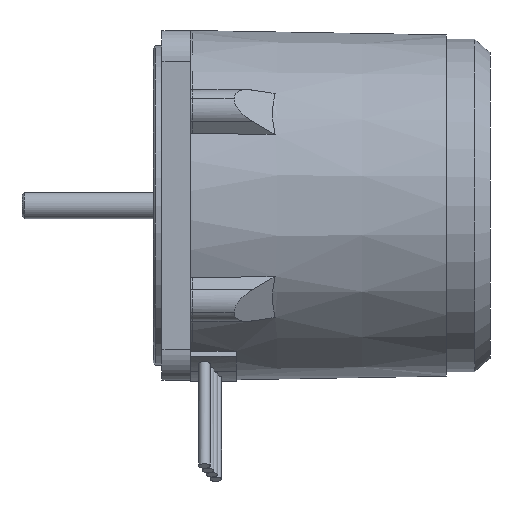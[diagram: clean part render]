
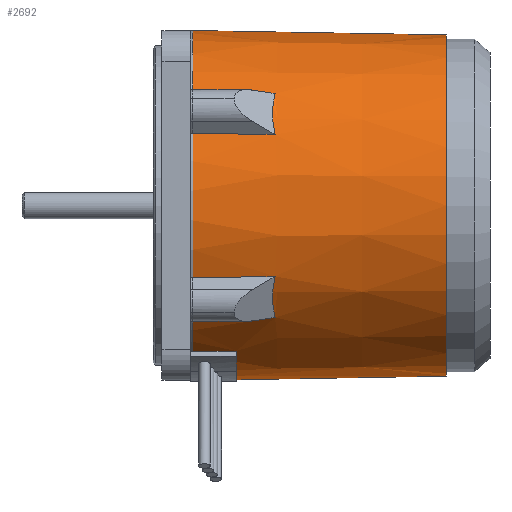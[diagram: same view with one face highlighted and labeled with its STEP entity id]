
A CAD part, front view. The second image highlights one B-rep face of the part: STEP entity #2692.
In plain terms, the highlighted conical face has half-angle 0.979 degrees and reference radius 40 mm.
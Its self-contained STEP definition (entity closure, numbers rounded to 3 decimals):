
#2012=CARTESIAN_POINT('POINT11733',(25.855,
   -30.319,-25.595));
#2013=VERTEX_POINT('VERTEX11733',#2012);
#2014=CARTESIAN_POINT('POINT11734',(7.,-30.675,
   -25.672));
#2015=VERTEX_POINT('VERTEX11734',#2014);
#2016=(BOUNDED_CURVE() B_SPLINE_CURVE(2,(#2017,#2018,#2019),
   .UNSPECIFIED.,.F.,.F.) B_SPLINE_CURVE_WITH_KNOTS((3,3),(
   3.517,22.358),.UNSPECIFIED.) CURVE() 
   GEOMETRIC_REPRESENTATION_ITEM() RATIONAL_B_SPLINE_CURVE((
   1.,1.,1.)) 
   REPRESENTATION_ITEM('SPLINE_CRV3585'));
#2017=CARTESIAN_POINT('',(25.855,-30.319,
   -25.595));
#2018=CARTESIAN_POINT('',(16.476,-30.496,
   -25.633));
#2019=CARTESIAN_POINT('',(7.,-30.675,
   -25.672));
#2020=EDGE_CURVE('EDGE18869',#2013,#2015,#2016,.T.);
#2043=CARTESIAN_POINT('POINT11735',(25.855,
   -36.21,-16.223));
#2044=VERTEX_POINT('VERTEX11735',#2043);
#2045=CARTESIAN_POINT('POS16503',(80.616,
   -0.801,-0.503));
#2046=DIRECTION('DIR24743',(0.574,-0.694
   ,-0.436));
#2047=DIRECTION('DIR24744',(-0.819,
   -0.486,-0.305));
#2048=AXIS2_PLACEMENT_3D('AXIS8241',#2045,#2046,#2047);
#2049=ELLIPSE('ELLIPSE3561',#2048,67.544,
   38.73);
#2050=EDGE_CURVE('EDGE18872',#2044,#2013,#2049,.T.);
#2069=CARTESIAN_POINT('POINT11736',(7.,-36.433,
   -16.511));
#2070=VERTEX_POINT('VERTEX11736',#2069);
#2071=(BOUNDED_CURVE() B_SPLINE_CURVE(2,(#2072,#2073,#2074),
   .UNSPECIFIED.,.F.,.F.) B_SPLINE_CURVE_WITH_KNOTS((3,3),(0.,
   18.84),.UNSPECIFIED.) CURVE() 
   GEOMETRIC_REPRESENTATION_ITEM() RATIONAL_B_SPLINE_CURVE((1.,
   1.,1.)) REPRESENTATION_ITEM(
   'SPLINE_CRV3586'));
#2072=CARTESIAN_POINT('',(7.,-36.433,
   -16.511));
#2073=CARTESIAN_POINT('',(16.476,-36.321,
   -16.366));
#2074=CARTESIAN_POINT('',(25.855,-36.21,
   -16.223));
#2075=EDGE_CURVE('EDGE18874',#2070,#2044,#2071,.T.);
#2093=CARTESIAN_POINT('POINT11737',(25.855,
   -36.21,16.223));
#2094=VERTEX_POINT('VERTEX11737',#2093);
#2095=CARTESIAN_POINT('POINT11738',(7.,-36.433,
   16.511));
#2096=VERTEX_POINT('VERTEX11738',#2095);
#2097=(BOUNDED_CURVE() B_SPLINE_CURVE(2,(#2098,#2099,#2100),
   .UNSPECIFIED.,.F.,.F.) B_SPLINE_CURVE_WITH_KNOTS((3,3),(
   3.517,22.358),.UNSPECIFIED.) CURVE() 
   GEOMETRIC_REPRESENTATION_ITEM() RATIONAL_B_SPLINE_CURVE((
   1.,1.,1.)) 
   REPRESENTATION_ITEM('SPLINE_CRV3587'));
#2098=CARTESIAN_POINT('',(25.855,-36.21,
   16.223));
#2099=CARTESIAN_POINT('',(16.476,-36.321,
   16.366));
#2100=CARTESIAN_POINT('',(7.,-36.433,
   16.511));
#2101=EDGE_CURVE('EDGE18876',#2094,#2096,#2097,.T.);
#2124=CARTESIAN_POINT('POINT11739',(25.855,
   -30.319,25.595));
#2125=VERTEX_POINT('VERTEX11739',#2124);
#2126=CARTESIAN_POINT('POS16511',(80.616,
   -0.801,0.503));
#2127=DIRECTION('DIR24755',(0.574,-0.694
   ,0.436));
#2128=DIRECTION('DIR24756',(-0.819,
   -0.486,0.305));
#2129=AXIS2_PLACEMENT_3D('AXIS8245',#2126,#2127,#2128);
#2130=ELLIPSE('ELLIPSE3562',#2129,67.544,
   38.73);
#2131=EDGE_CURVE('EDGE18879',#2125,#2094,#2130,.T.);
#2150=CARTESIAN_POINT('POINT11740',(7.,-30.675,
   25.672));
#2151=VERTEX_POINT('VERTEX11740',#2150);
#2152=(BOUNDED_CURVE() B_SPLINE_CURVE(2,(#2153,#2154,#2155),
   .UNSPECIFIED.,.F.,.F.) B_SPLINE_CURVE_WITH_KNOTS((3,3),(0.,
   18.84),.UNSPECIFIED.) CURVE() 
   GEOMETRIC_REPRESENTATION_ITEM() RATIONAL_B_SPLINE_CURVE((1.,
   1.,1.)) REPRESENTATION_ITEM(
   'SPLINE_CRV3588'));
#2153=CARTESIAN_POINT('',(7.,-30.675,
   25.672));
#2154=CARTESIAN_POINT('',(16.476,-30.496,
   25.633));
#2155=CARTESIAN_POINT('',(25.855,-30.319,
   25.595));
#2156=EDGE_CURVE('EDGE18881',#2151,#2125,#2152,.T.);
#2178=CARTESIAN_POINT('POINT11741',(65.,0.,
   39.009));
#2179=VERTEX_POINT('VERTEX11741',#2178);
#2180=CARTESIAN_POINT('POINT11742',(65.,0.,
   -39.009));
#2181=VERTEX_POINT('VERTEX11742',#2180);
#2182=CARTESIAN_POINT('POS16516',(65.,0.,
   0.));
#2183=DIRECTION('DIR24763',(-1.,0.,0.));
#2184=DIRECTION('DIR24764',(0.,0.,1.));
#2185=AXIS2_PLACEMENT_3D('AXIS8248',#2182,#2183,#2184);
#2186=CIRCLE('ELLIPSE3563',#2185,39.009);
#2189=EDGE_CURVE('EDGE18884',#2181,#2179,#2186,.T.);
#2199=CARTESIAN_POINT('POINT11743',(7.,0.,
   -40.));
#2200=VERTEX_POINT('VERTEX11743',#2199);
#2201=CARTESIAN_POINT('POS16518',(7.,0.,
   -40.));
#2202=DIRECTION('DIR24767',(1.,0.,
   0.017));
#2203=VECTOR('VEC8269',#2202,1.);
#2204=LINE('STRAIGHT8269',#2201,#2203);
#2205=EDGE_CURVE('EDGE18885',#2200,#2181,#2204,.T.);
#2207=CARTESIAN_POINT('POS16519',(7.,0.,
   0.));
#2208=DIRECTION('DIR24768',(1.,0.,0.));
#2209=DIRECTION('DIR24769',(0.,0.,-1.));
#2210=AXIS2_PLACEMENT_3D('AXIS8250',#2207,#2208,#2209);
#2211=CIRCLE('ELLIPSE3564',#2210,40.);
#2222=CARTESIAN_POINT('POINT11744',(7.,0.,
   40.));
#2223=VERTEX_POINT('VERTEX11744',#2222);
#2226=CARTESIAN_POINT('POS16520',(7.,0.,
   40.));
#2227=DIRECTION('DIR24770',(-1.,0.
   ,0.017));
#2228=VECTOR('VEC8270',#2227,1.);
#2229=LINE('STRAIGHT8270',#2226,#2228);
#2230=EDGE_CURVE('EDGE18889',#2179,#2223,#2229,.T.);
#2235=CARTESIAN_POINT('POS16521',(7.,0.,
   0.));
#2236=DIRECTION('DIR24771',(-1.,0.,0.));
#2237=DIRECTION('DIR24772',(0.,0.,-1.));
#2238=AXIS2_PLACEMENT_3D('AXIS8251',#2235,#2236,#2237);
#2239=CONICAL_SURFACE('CONE_SURF1254',#2238,40.,
   0.017);
#2452=CARTESIAN_POINT('POINT11767',(7.,-21.965,
   -33.43));
#2453=VERTEX_POINT('VERTEX11767',#2452);
#2462=EDGE_CURVE('EDGE18913',#2015,#2453,#2211,.T.);
#2468=EDGE_CURVE('EDGE18914',#2096,#2070,#2211,.T.);
#2474=EDGE_CURVE('EDGE18915',#2223,#2151,#2211,.T.);
#2487=CARTESIAN_POINT('POINT11769',(7.,-8.107,
   -39.17));
#2488=VERTEX_POINT('VERTEX11769',#2487);
#2489=EDGE_CURVE('EDGE18916',#2488,#2200,#2211,.T.);
#2654=ORIENTED_EDGE('COEDGE37825',*,*,#2205,.T.);
#2655=ORIENTED_EDGE('COEDGE37826',*,*,#2189,.T.);
#2656=ORIENTED_EDGE('COEDGE37827',*,*,#2230,.T.);
#2657=ORIENTED_EDGE('COEDGE37828',*,*,#2474,.T.);
#2658=ORIENTED_EDGE('COEDGE37829',*,*,#2156,.T.);
#2659=ORIENTED_EDGE('COEDGE37830',*,*,#2131,.T.);
#2660=ORIENTED_EDGE('COEDGE37831',*,*,#2101,.T.);
#2661=ORIENTED_EDGE('COEDGE37832',*,*,#2468,.T.);
#2662=ORIENTED_EDGE('COEDGE37833',*,*,#2075,.T.);
#2663=ORIENTED_EDGE('COEDGE37834',*,*,#2050,.T.);
#2664=ORIENTED_EDGE('COEDGE37835',*,*,#2020,.T.);
#2665=ORIENTED_EDGE('COEDGE37836',*,*,#2462,.T.);
#2666=CARTESIAN_POINT('POINT11793',(17.,-21.898,
   -33.269));
#2667=VERTEX_POINT('VERTEX11793',#2666);
#2668=(BOUNDED_CURVE() B_SPLINE_CURVE(2,(#2669,#2670,#2671),
   .UNSPECIFIED.,.F.,.F.) B_SPLINE_CURVE_WITH_KNOTS((3,3),(0.,
   10.002),.UNSPECIFIED.) CURVE() 
   GEOMETRIC_REPRESENTATION_ITEM() RATIONAL_B_SPLINE_CURVE((1.,
   1.,1.)) REPRESENTATION_ITEM('SPLINE_CRV3589'
   ));
#2669=CARTESIAN_POINT('',(17.,-21.898,
   -33.269));
#2670=CARTESIAN_POINT('',(12.011,-21.932,
   -33.349));
#2671=CARTESIAN_POINT('',(7.,-21.965,
   -33.43));
#2672=EDGE_CURVE('EDGE18941',#2667,#2453,#2668,.T.);
#2673=ORIENTED_EDGE('COEDGE37837',*,*,#2672,.F.);
#2674=CARTESIAN_POINT('POINT11794',(17.,-8.04,
   -39.009));
#2675=VERTEX_POINT('VERTEX11794',#2674);
#2676=CARTESIAN_POINT('POS16557',(17.,0.,
   0.));
#2677=DIRECTION('DIR24829',(-1.,0.,0.));
#2678=DIRECTION('DIR24830',(0.,0.,-1.));
#2679=AXIS2_PLACEMENT_3D('AXIS8273',#2676,#2677,#2678);
#2680=CIRCLE('ELLIPSE3581',#2679,39.829);
#2681=EDGE_CURVE('EDGE18942',#2675,#2667,#2680,.T.);
#2682=ORIENTED_EDGE('COEDGE37838',*,*,#2681,.F.);
#2683=(BOUNDED_CURVE() B_SPLINE_CURVE(2,(#2684,#2685,#2686),
   .UNSPECIFIED.,.F.,.F.) B_SPLINE_CURVE_WITH_KNOTS((3,3),(0.,
   10.002),.UNSPECIFIED.) CURVE() 
   GEOMETRIC_REPRESENTATION_ITEM() RATIONAL_B_SPLINE_CURVE((1.,
   1.,1.)) REPRESENTATION_ITEM('SPLINE_CRV3590'
   ));
#2684=CARTESIAN_POINT('',(7.,-8.107,
   -39.17));
#2685=CARTESIAN_POINT('',(12.011,-8.073,
   -39.089));
#2686=CARTESIAN_POINT('',(17.,-8.04,
   -39.009));
#2687=EDGE_CURVE('EDGE18943',#2488,#2675,#2683,.T.);
#2688=ORIENTED_EDGE('COEDGE37839',*,*,#2687,.F.);
#2689=ORIENTED_EDGE('COEDGE37840',*,*,#2489,.T.);
#2690=EDGE_LOOP('NONE',(#2654,#2655,#2656,#2657,#2658,#2659,#2660,#2661,
   #2662,#2663,#2664,#2665,#2673,#2682,#2688,#2689));
#2691=FACE_BOUND('LOOP1',#2690,.T.);
#2692=ADVANCED_FACE('FACE7787',(#2691),#2239,.T.);
